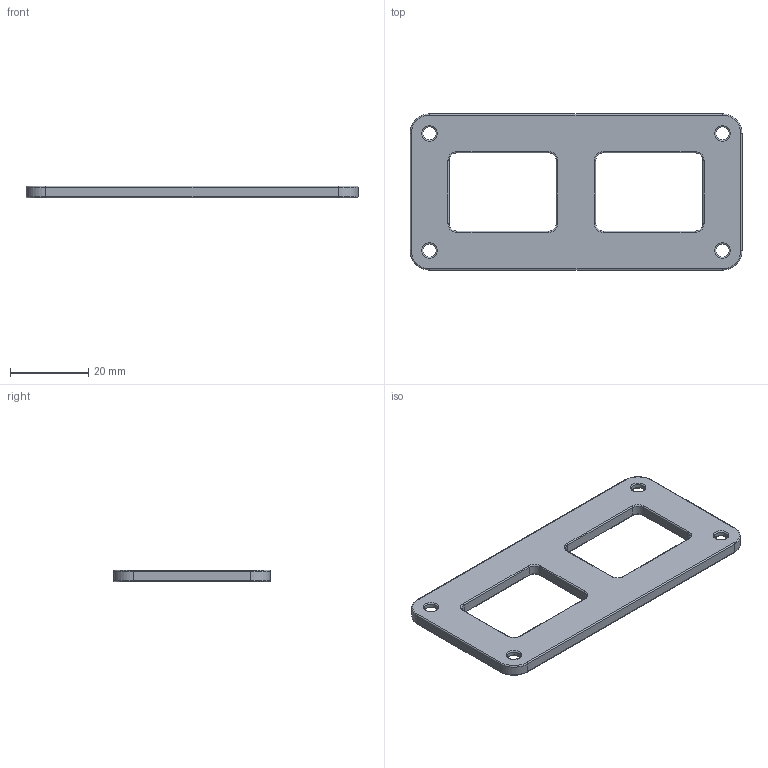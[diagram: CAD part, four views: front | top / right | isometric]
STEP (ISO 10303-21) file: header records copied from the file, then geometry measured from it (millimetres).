
FILE_DESCRIPTION(/* description */ (''),/* implementation_level */ '2;1');
FILE_NAME(/* name */ 'Battery-Mount.step',/* time_stamp */ '2023-07-20T13:14:28+08:00',/* author */ (''),/* organization */ (''),/* preprocessor_version */ 'ST-DEVELOPER v19.2',/* originating_system */ 'Autodesk Translation Framework v12.6.0.85',/* authorisation */ '');
FILE_SCHEMA (('AUTOMOTIVE_DESIGN { 1 0 10303 214 3 1 1 }'));
Length unit declared in the file: millimetre
Products named in the file (1): Battery-Mount
Bounding box: 85 x 40 x 3 mm (x, y, z)
Volume: 3997.1 mm3; surface area: 6251.3 mm2
Topology: 1 solids, 1 shells, 161 faces, 365 edges, 209 vertices
Faces by surface type: cylinder 76, torus 56, plane 29
Full cylindrical faces by diameter (mm): 3.4 x4
Entity records: 4556 total; most frequent: DIRECTION 906, CARTESIAN_POINT 736, ORIENTED_EDGE 730, AXIS2_PLACEMENT_3D 379, EDGE_CURVE 365, CIRCLE 217, VERTEX_POINT 209, EDGE_LOOP 176
